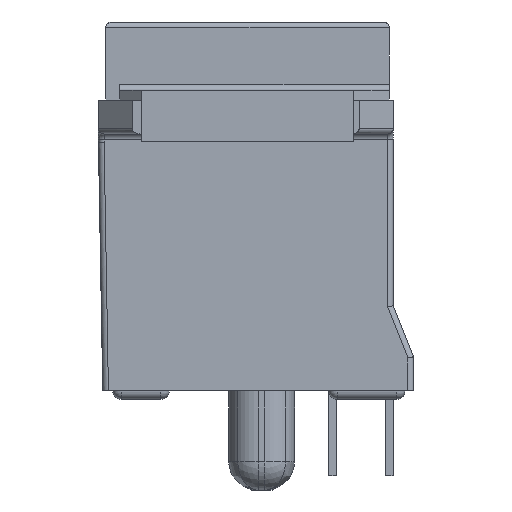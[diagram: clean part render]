
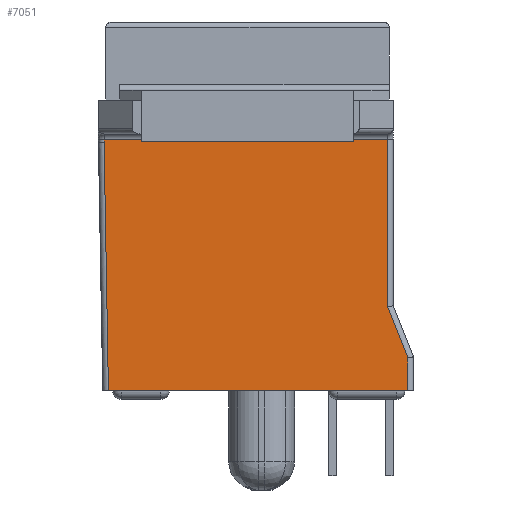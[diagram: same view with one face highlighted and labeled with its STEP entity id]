
A CAD part, left-side view. The second image highlights one B-rep face of the part: STEP entity #7051.
In plain terms, the highlighted planar face has unit normal (-1, 0, 0).
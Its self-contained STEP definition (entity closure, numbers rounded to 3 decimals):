
#90=DIRECTION('',(0.,-1.,0.));
#91=VECTOR('',#90,13.42);
#92=CARTESIAN_POINT('',(-9.271,6.156,-16.525));
#93=LINE('',#92,#91);
#1485=DIRECTION('',(0.,0.,1.));
#1486=VECTOR('',#1485,7.491);
#1487=CARTESIAN_POINT('',(-9.271,-6.35,-12.764));
#1488=LINE('',#1487,#1486);
#1489=DIRECTION('',(0.,0.371,0.928));
#1490=VECTOR('',#1489,2.462);
#1491=CARTESIAN_POINT('',(-9.271,-7.264,-15.05));
#1492=LINE('',#1491,#1490);
#1493=DIRECTION('',(0.,0.,1.));
#1494=VECTOR('',#1493,1.475);
#1495=CARTESIAN_POINT('',(-9.271,-7.264,-16.525));
#1496=LINE('',#1495,#1494);
#1497=DIRECTION('',(0.,0.017,1.));
#1498=VECTOR('',#1497,11.129);
#1499=CARTESIAN_POINT('',(-9.271,6.156,-16.525));
#1500=LINE('',#1499,#1498);
#1501=DIRECTION('',(0.,0.,1.));
#1502=VECTOR('',#1501,0.125);
#1503=CARTESIAN_POINT('',(-9.271,6.35,
-5.398));
#1504=LINE('',#1503,#1502);
#1505=DIRECTION('',(0.,-1.,0.));
#1506=VECTOR('',#1505,12.7);
#1507=CARTESIAN_POINT('',(-9.271,6.35,-5.273));
#1508=LINE('',#1507,#1506);
#5251=CARTESIAN_POINT('',(-9.271,-6.35,-12.764));
#5252=CARTESIAN_POINT('',(-9.271,-6.35,-5.273));
#5253=VERTEX_POINT('',#5251);
#5254=VERTEX_POINT('',#5252);
#5255=CARTESIAN_POINT('',(-9.271,-7.264,-15.05));
#5256=VERTEX_POINT('',#5255);
#5260=CARTESIAN_POINT('',(-9.271,-7.264,-16.525));
#5262=VERTEX_POINT('',#5260);
#5267=CARTESIAN_POINT('',(-9.271,6.156,-16.525));
#5268=VERTEX_POINT('',#5267);
#5269=CARTESIAN_POINT('',(-9.271,6.35,
-5.398));
#5270=VERTEX_POINT('',#5269);
#5271=CARTESIAN_POINT('',(-9.271,6.35,-5.273));
#5272=VERTEX_POINT('',#5271);
#7033=CARTESIAN_POINT('',(-9.271,-6.604,-0.32));
#7034=DIRECTION('',(-1.,0.,0.));
#7035=DIRECTION('',(0.,1.,0.));
#7036=AXIS2_PLACEMENT_3D('',#7033,#7034,#7035);
#7037=PLANE('',#7036);
#7038=ORIENTED_EDGE('',*,*,#7012,.F.);
#7039=ORIENTED_EDGE('',*,*,#7023,.F.);
#7041=ORIENTED_EDGE('',*,*,#7040,.F.);
#7042=ORIENTED_EDGE('',*,*,#5318,.F.);
#7044=ORIENTED_EDGE('',*,*,#7043,.T.);
#7046=ORIENTED_EDGE('',*,*,#7045,.T.);
#7048=ORIENTED_EDGE('',*,*,#7047,.T.);
#7049=EDGE_LOOP('',(#7038,#7039,#7041,#7042,#7044,#7046,#7048));
#7050=FACE_OUTER_BOUND('',#7049,.F.);
#5318=EDGE_CURVE('',#5268,#5262,#93,.T.);
#7012=EDGE_CURVE('',#5253,#5254,#1488,.T.);
#7023=EDGE_CURVE('',#5256,#5253,#1492,.T.);
#7040=EDGE_CURVE('',#5262,#5256,#1496,.T.);
#7043=EDGE_CURVE('',#5268,#5270,#1500,.T.);
#7045=EDGE_CURVE('',#5270,#5272,#1504,.T.);
#7047=EDGE_CURVE('',#5272,#5254,#1508,.T.);
#7051=ADVANCED_FACE('',(#7050),#7037,.T.);
